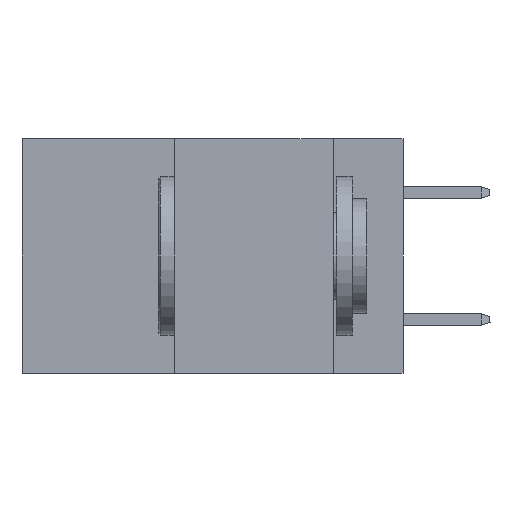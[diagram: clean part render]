
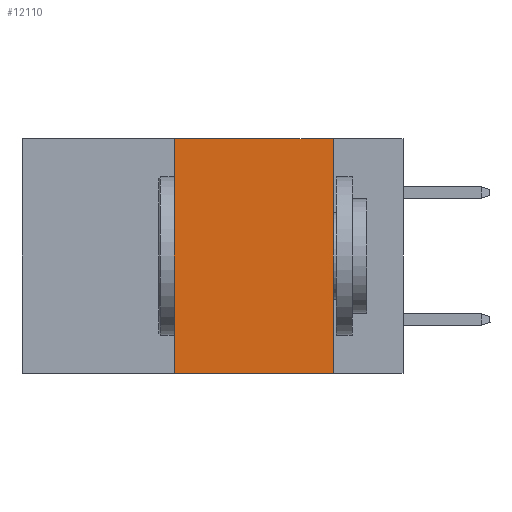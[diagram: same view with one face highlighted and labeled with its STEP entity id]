
A CAD part, left-side view. The second image highlights one B-rep face of the part: STEP entity #12110.
In plain terms, the highlighted planar face has unit normal (-1, 0, 0).
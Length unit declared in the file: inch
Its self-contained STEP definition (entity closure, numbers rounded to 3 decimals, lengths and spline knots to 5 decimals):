
#361 = VECTOR ( 'NONE', #19575, 39.37008 ) ;
#729 = ORIENTED_EDGE ( 'NONE', *, *, #8500, .T. ) ;
#799 = LINE ( 'NONE', #17843, #361 ) ;
#1053 = CARTESIAN_POINT ( 'NONE',  ( 0., 0.11, 0. ) ) ;
#1107 = EDGE_CURVE ( 'NONE', #12277, #8081, #12642, .T. ) ;
#1237 = DIRECTION ( 'NONE',  ( 0., 0., 1. ) ) ;
#2077 = AXIS2_PLACEMENT_3D ( 'NONE', #20374, #2874, #16168 ) ;
#2456 = LINE ( 'NONE', #17373, #20563 ) ;
#2874 = DIRECTION ( 'NONE',  ( 1., 0., 0. ) ) ;
#4825 = CARTESIAN_POINT ( 'NONE',  ( 0., 0.11, -0.37 ) ) ;
#8081 = VERTEX_POINT ( 'NONE', #11887 ) ;
#8500 = EDGE_CURVE ( 'NONE', #12277, #11746, #799, .T. ) ;
#8503 = PLANE ( 'NONE',  #2077 ) ;
#10232 = DIRECTION ( 'NONE',  ( 0., -1., 0. ) ) ;
#10602 = LINE ( 'NONE', #17745, #18142 ) ;
#11746 = VERTEX_POINT ( 'NONE', #4825 ) ;
#11887 = CARTESIAN_POINT ( 'NONE',  ( 0., 0.36, 0. ) ) ;
#12110 = ADVANCED_FACE ( 'NONE', ( #18149 ), #8503, .F. ) ;
#12277 = VERTEX_POINT ( 'NONE', #12969 ) ;
#12337 = VERTEX_POINT ( 'NONE', #1053 ) ;
#12642 = LINE ( 'NONE', #18406, #19086 ) ;
#12969 = CARTESIAN_POINT ( 'NONE',  ( 0., 0.36, -0.37 ) ) ;
#14873 = EDGE_CURVE ( 'NONE', #8081, #12337, #10602, .T. ) ;
#14908 = ORIENTED_EDGE ( 'NONE', *, *, #14873, .F. ) ;
#15731 = DIRECTION ( 'NONE',  ( 0., 0., -1. ) ) ;
#16168 = DIRECTION ( 'NONE',  ( 0., 0., -1. ) ) ;
#17373 = CARTESIAN_POINT ( 'NONE',  ( 0., 0.11, 0. ) ) ;
#17745 = CARTESIAN_POINT ( 'NONE',  ( 0., 0.6, 0. ) ) ;
#17839 = EDGE_LOOP ( 'NONE', ( #20715, #14908, #18818, #729 ) ) ;
#17843 = CARTESIAN_POINT ( 'NONE',  ( 0., 0.6, -0.37 ) ) ;
#18142 = VECTOR ( 'NONE', #10232, 39.37008 ) ;
#18149 = FACE_OUTER_BOUND ( 'NONE', #17839, .T. ) ;
#18406 = CARTESIAN_POINT ( 'NONE',  ( 0., 0.36, 0. ) ) ;
#18818 = ORIENTED_EDGE ( 'NONE', *, *, #1107, .F. ) ;
#19086 = VECTOR ( 'NONE', #1237, 39.37008 ) ;
#19575 = DIRECTION ( 'NONE',  ( 0., -1., 0. ) ) ;
#20374 = CARTESIAN_POINT ( 'NONE',  ( 0., 0.6, 0. ) ) ;
#20563 = VECTOR ( 'NONE', #15731, 39.37008 ) ;
#20715 = ORIENTED_EDGE ( 'NONE', *, *, #23621, .F. ) ;
#23621 = EDGE_CURVE ( 'NONE', #12337, #11746, #2456, .T. ) ;
